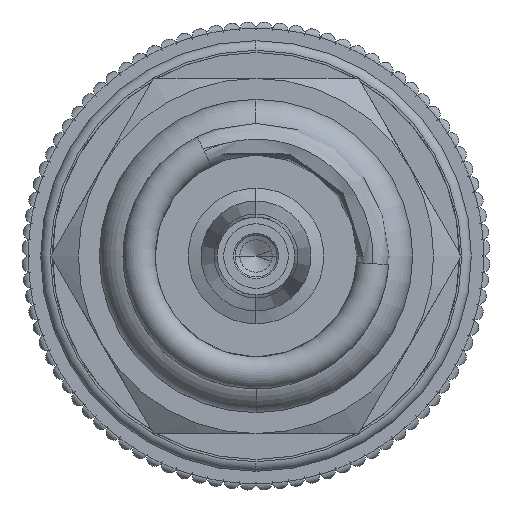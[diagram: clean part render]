
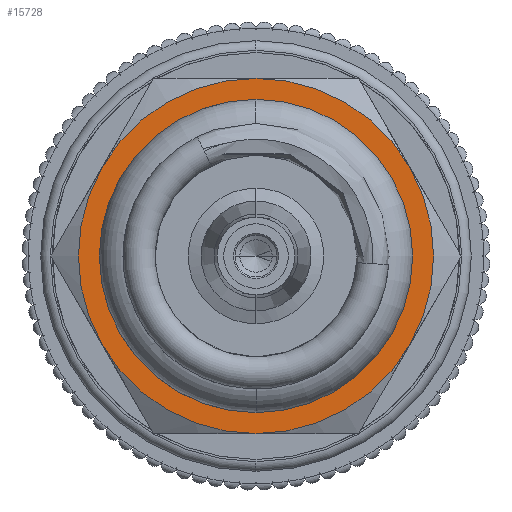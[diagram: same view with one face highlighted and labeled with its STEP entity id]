
A CAD part, left-side view. The second image highlights one B-rep face of the part: STEP entity #15728.
In plain terms, the highlighted planar face has unit normal (-1, 0, 0).
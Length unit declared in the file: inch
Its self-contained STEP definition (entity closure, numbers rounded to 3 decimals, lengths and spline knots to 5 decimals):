
#963 = DIRECTION ( 'NONE',  ( 0., 0., -1. ) ) ;
#987 = DIRECTION ( 'NONE',  ( -1., 0., 0. ) ) ;
#2420 = DIRECTION ( 'NONE',  ( 0., 0., 1. ) ) ;
#3023 = EDGE_CURVE ( 'NONE', #34051, #33492, #32700, .T. ) ;
#4155 = EDGE_CURVE ( 'NONE', #27403, #21709, #5852, .T. ) ;
#4220 = AXIS2_PLACEMENT_3D ( 'NONE', #21768, #29283, #2420 ) ;
#4314 = CIRCLE ( 'NONE', #24366, 0.21654 ) ;
#5354 = AXIS2_PLACEMENT_3D ( 'NONE', #31269, #20539, #6725 ) ;
#5852 = CIRCLE ( 'NONE', #8154, 0.21654 ) ;
#6725 = DIRECTION ( 'NONE',  ( 0., 0., -1. ) ) ;
#6817 = CARTESIAN_POINT ( 'NONE',  ( 0., 0., 0. ) ) ;
#6917 = EDGE_LOOP ( 'NONE', ( #9674, #26499, #13779, #19427, #7336, #18804 ) ) ;
#7023 = CARTESIAN_POINT ( 'NONE',  ( 0., 0., -0.21654 ) ) ;
#7123 = VERTEX_POINT ( 'NONE', #11048 ) ;
#7224 = EDGE_CURVE ( 'NONE', #27887, #7123, #4314, .T. ) ;
#7336 = ORIENTED_EDGE ( 'NONE', *, *, #4155, .T. ) ;
#7493 = DIRECTION ( 'NONE',  ( -1., 0., 0. ) ) ;
#8154 = AXIS2_PLACEMENT_3D ( 'NONE', #15482, #21045, #31239 ) ;
#8534 = CARTESIAN_POINT ( 'NONE',  ( 0., 0., 0. ) ) ;
#8658 = EDGE_CURVE ( 'NONE', #33492, #34051, #9469, .T. ) ;
#8693 = DIRECTION ( 'NONE',  ( -1., 0., 0. ) ) ;
#8950 = AXIS2_PLACEMENT_3D ( 'NONE', #8534, #987, #11242 ) ;
#9389 = CARTESIAN_POINT ( 'NONE',  ( 0., 0., 0. ) ) ;
#9469 = CIRCLE ( 'NONE', #8950, 0.19094 ) ;
#9674 = ORIENTED_EDGE ( 'NONE', *, *, #18033, .T. ) ;
#10971 = CIRCLE ( 'NONE', #12691, 0.21654 ) ;
#11048 = CARTESIAN_POINT ( 'NONE',  ( 0., -0.18753, -0.10827 ) ) ;
#11242 = DIRECTION ( 'NONE',  ( 0., 0., -1. ) ) ;
#12691 = AXIS2_PLACEMENT_3D ( 'NONE', #29869, #7493, #23988 ) ;
#13779 = ORIENTED_EDGE ( 'NONE', *, *, #20637, .T. ) ;
#14933 = AXIS2_PLACEMENT_3D ( 'NONE', #6817, #34068, #31363 ) ;
#15482 = CARTESIAN_POINT ( 'NONE',  ( 0., 0., 0. ) ) ;
#15728 = ADVANCED_FACE ( 'NONE', ( #31818, #25721 ), #25560, .F. ) ;
#15851 = EDGE_CURVE ( 'NONE', #21709, #23158, #32818, .T. ) ;
#16432 = CARTESIAN_POINT ( 'NONE',  ( 0., 0., -0.19094 ) ) ;
#17236 = AXIS2_PLACEMENT_3D ( 'NONE', #22178, #34276, #963 ) ;
#17552 = CARTESIAN_POINT ( 'NONE',  ( 0., 0., 0.19094 ) ) ;
#18033 = EDGE_CURVE ( 'NONE', #23158, #27887, #29778, .T. ) ;
#18804 = ORIENTED_EDGE ( 'NONE', *, *, #15851, .T. ) ;
#19344 = CARTESIAN_POINT ( 'NONE',  ( 0., 0., 0.21654 ) ) ;
#19427 = ORIENTED_EDGE ( 'NONE', *, *, #29505, .T. ) ;
#19699 = CIRCLE ( 'NONE', #24268, 0.21654 ) ;
#20539 = DIRECTION ( 'NONE',  ( 1., 0., 0. ) ) ;
#20637 = EDGE_CURVE ( 'NONE', #7123, #22690, #10971, .T. ) ;
#21045 = DIRECTION ( 'NONE',  ( -1., 0., 0. ) ) ;
#21709 = VERTEX_POINT ( 'NONE', #34813 ) ;
#21768 = CARTESIAN_POINT ( 'NONE',  ( 0., 0., 0. ) ) ;
#22178 = CARTESIAN_POINT ( 'NONE',  ( 0., 0., 0. ) ) ;
#22690 = VERTEX_POINT ( 'NONE', #35273 ) ;
#23158 = VERTEX_POINT ( 'NONE', #27466 ) ;
#23988 = DIRECTION ( 'NONE',  ( 0., 0., 1. ) ) ;
#24268 = AXIS2_PLACEMENT_3D ( 'NONE', #9389, #31574, #28536 ) ;
#24366 = AXIS2_PLACEMENT_3D ( 'NONE', #30552, #8693, #30191 ) ;
#25560 = PLANE ( 'NONE',  #5354 ) ;
#25721 = FACE_OUTER_BOUND ( 'NONE', #6917, .T. ) ;
#26499 = ORIENTED_EDGE ( 'NONE', *, *, #7224, .T. ) ;
#27403 = VERTEX_POINT ( 'NONE', #19344 ) ;
#27466 = CARTESIAN_POINT ( 'NONE',  ( 0., 0.18753, -0.10827 ) ) ;
#27712 = EDGE_LOOP ( 'NONE', ( #30040, #33913 ) ) ;
#27887 = VERTEX_POINT ( 'NONE', #7023 ) ;
#28536 = DIRECTION ( 'NONE',  ( 0., 0., 1. ) ) ;
#29283 = DIRECTION ( 'NONE',  ( -1., 0., 0. ) ) ;
#29505 = EDGE_CURVE ( 'NONE', #22690, #27403, #19699, .T. ) ;
#29778 = CIRCLE ( 'NONE', #14933, 0.21654 ) ;
#29869 = CARTESIAN_POINT ( 'NONE',  ( 0., 0., 0. ) ) ;
#30040 = ORIENTED_EDGE ( 'NONE', *, *, #8658, .F. ) ;
#30191 = DIRECTION ( 'NONE',  ( 0., 0., 1. ) ) ;
#30552 = CARTESIAN_POINT ( 'NONE',  ( 0., 0., 0. ) ) ;
#31239 = DIRECTION ( 'NONE',  ( 0., 0., 1. ) ) ;
#31269 = CARTESIAN_POINT ( 'NONE',  ( 0., 0., 0. ) ) ;
#31363 = DIRECTION ( 'NONE',  ( 0., 0., 1. ) ) ;
#31574 = DIRECTION ( 'NONE',  ( -1., 0., 0. ) ) ;
#31818 = FACE_BOUND ( 'NONE', #27712, .T. ) ;
#32700 = CIRCLE ( 'NONE', #17236, 0.19094 ) ;
#32818 = CIRCLE ( 'NONE', #4220, 0.21654 ) ;
#33492 = VERTEX_POINT ( 'NONE', #17552 ) ;
#33913 = ORIENTED_EDGE ( 'NONE', *, *, #3023, .F. ) ;
#34051 = VERTEX_POINT ( 'NONE', #16432 ) ;
#34068 = DIRECTION ( 'NONE',  ( -1., 0., 0. ) ) ;
#34276 = DIRECTION ( 'NONE',  ( -1., 0., 0. ) ) ;
#34813 = CARTESIAN_POINT ( 'NONE',  ( 0., 0.18753, 0.10827 ) ) ;
#35273 = CARTESIAN_POINT ( 'NONE',  ( 0., -0.18753, 0.10827 ) ) ;
